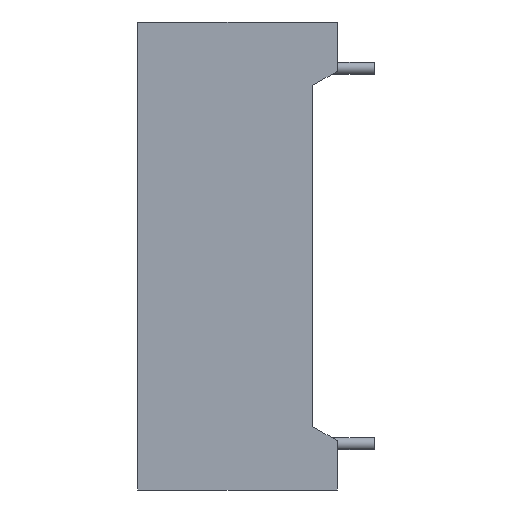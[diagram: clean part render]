
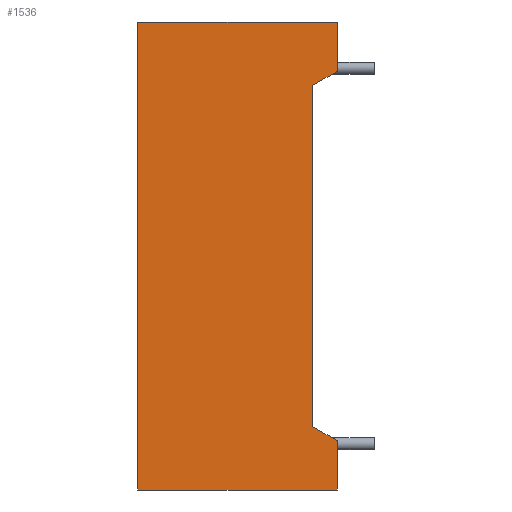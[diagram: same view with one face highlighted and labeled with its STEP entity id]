
A CAD part, left-side view. The second image highlights one B-rep face of the part: STEP entity #1536.
In plain terms, the highlighted planar face has unit normal (-1, 0, 0).
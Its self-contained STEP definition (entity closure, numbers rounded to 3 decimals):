
#28 = DIRECTION ( 'NONE',  ( 1., 0., 0. ) ) ;
#70 = PLANE ( 'NONE',  #799 ) ;
#72 = CARTESIAN_POINT ( 'NONE',  ( -18.8, 8.1, 9.5 ) ) ;
#208 = EDGE_CURVE ( 'NONE', #3176, #6600, #6372, .T. ) ;
#738 = CARTESIAN_POINT ( 'NONE',  ( -18.8, 0., -7.5 ) ) ;
#799 = AXIS2_PLACEMENT_3D ( 'NONE', #1396, #28, #2698 ) ;
#872 = DIRECTION ( 'NONE',  ( 0., 0.866, 0.5 ) ) ;
#1197 = EDGE_CURVE ( 'NONE', #6600, #3912, #3435, .T. ) ;
#1323 = ORIENTED_EDGE ( 'NONE', *, *, #208, .T. ) ;
#1347 = VECTOR ( 'NONE', #6100, 1000. ) ;
#1396 = CARTESIAN_POINT ( 'NONE',  ( -18.8, 8.1, -9.5 ) ) ;
#1446 = CARTESIAN_POINT ( 'NONE',  ( -18.8, 1., 6.923 ) ) ;
#1501 = EDGE_CURVE ( 'NONE', #6658, #3912, #5296, .T. ) ;
#1536 = ADVANCED_FACE ( 'NONE', ( #7359 ), #70, .F. ) ;
#1606 = EDGE_CURVE ( 'NONE', #2443, #3176, #4450, .T. ) ;
#2016 = CARTESIAN_POINT ( 'NONE',  ( -18.8, 0., 9.5 ) ) ;
#2279 = ORIENTED_EDGE ( 'NONE', *, *, #2408, .T. ) ;
#2357 = EDGE_CURVE ( 'NONE', #4398, #5809, #4465, .T. ) ;
#2398 = VECTOR ( 'NONE', #3142, 1000. ) ;
#2408 = EDGE_CURVE ( 'NONE', #5809, #2443, #5395, .T. ) ;
#2443 = VERTEX_POINT ( 'NONE', #5722 ) ;
#2482 = CARTESIAN_POINT ( 'NONE',  ( -18.8, 0., 7.5 ) ) ;
#2520 = ORIENTED_EDGE ( 'NONE', *, *, #1606, .T. ) ;
#2698 = DIRECTION ( 'NONE',  ( 0., 0., -1. ) ) ;
#2745 = CARTESIAN_POINT ( 'NONE',  ( -18.8, 8.1, -9.5 ) ) ;
#3092 = CARTESIAN_POINT ( 'NONE',  ( -18.8, 0., -9.5 ) ) ;
#3142 = DIRECTION ( 'NONE',  ( 0., -0.866, 0.5 ) ) ;
#3166 = CARTESIAN_POINT ( 'NONE',  ( -18.8, 0., 7.5 ) ) ;
#3176 = VERTEX_POINT ( 'NONE', #1446 ) ;
#3217 = VECTOR ( 'NONE', #6070, 1000. ) ;
#3317 = DIRECTION ( 'NONE',  ( 0., 0., 1. ) ) ;
#3327 = DIRECTION ( 'NONE',  ( 0., 0., 1. ) ) ;
#3435 = LINE ( 'NONE', #5332, #1347 ) ;
#3714 = EDGE_LOOP ( 'NONE', ( #2520, #1323, #8253, #4321, #3835, #7456, #7864, #2279 ) ) ;
#3765 = CARTESIAN_POINT ( 'NONE',  ( -18.8, 8.1, -9.5 ) ) ;
#3787 = DIRECTION ( 'NONE',  ( 0., -1., 0. ) ) ;
#3835 = ORIENTED_EDGE ( 'NONE', *, *, #7239, .F. ) ;
#3912 = VERTEX_POINT ( 'NONE', #2016 ) ;
#4266 = VECTOR ( 'NONE', #3787, 1000. ) ;
#4321 = ORIENTED_EDGE ( 'NONE', *, *, #1501, .F. ) ;
#4398 = VERTEX_POINT ( 'NONE', #3092 ) ;
#4450 = LINE ( 'NONE', #5837, #8247 ) ;
#4465 = LINE ( 'NONE', #4590, #5487 ) ;
#4590 = CARTESIAN_POINT ( 'NONE',  ( -18.8, 0., -9.5 ) ) ;
#5194 = VECTOR ( 'NONE', #872, 1000. ) ;
#5263 = EDGE_CURVE ( 'NONE', #6410, #4398, #5297, .T. ) ;
#5296 = LINE ( 'NONE', #72, #4266 ) ;
#5297 = LINE ( 'NONE', #2745, #3217 ) ;
#5332 = CARTESIAN_POINT ( 'NONE',  ( -18.8, 0., -9.5 ) ) ;
#5395 = LINE ( 'NONE', #738, #5194 ) ;
#5487 = VECTOR ( 'NONE', #3317, 1000. ) ;
#5722 = CARTESIAN_POINT ( 'NONE',  ( -18.8, 1., -6.923 ) ) ;
#5794 = CARTESIAN_POINT ( 'NONE',  ( -18.8, 8.1, 9.5 ) ) ;
#5809 = VERTEX_POINT ( 'NONE', #7936 ) ;
#5837 = CARTESIAN_POINT ( 'NONE',  ( -18.8, 1., 6.923 ) ) ;
#6070 = DIRECTION ( 'NONE',  ( 0., -1., 0. ) ) ;
#6100 = DIRECTION ( 'NONE',  ( 0., 0., 1. ) ) ;
#6372 = LINE ( 'NONE', #2482, #2398 ) ;
#6410 = VERTEX_POINT ( 'NONE', #3765 ) ;
#6600 = VERTEX_POINT ( 'NONE', #3166 ) ;
#6658 = VERTEX_POINT ( 'NONE', #5794 ) ;
#7066 = CARTESIAN_POINT ( 'NONE',  ( -18.8, 8.1, -9.5 ) ) ;
#7239 = EDGE_CURVE ( 'NONE', #6410, #6658, #8353, .T. ) ;
#7359 = FACE_OUTER_BOUND ( 'NONE', #3714, .T. ) ;
#7456 = ORIENTED_EDGE ( 'NONE', *, *, #5263, .T. ) ;
#7864 = ORIENTED_EDGE ( 'NONE', *, *, #2357, .T. ) ;
#7936 = CARTESIAN_POINT ( 'NONE',  ( -18.8, 0., -7.5 ) ) ;
#8247 = VECTOR ( 'NONE', #8506, 1000. ) ;
#8253 = ORIENTED_EDGE ( 'NONE', *, *, #1197, .T. ) ;
#8275 = VECTOR ( 'NONE', #3327, 1000. ) ;
#8353 = LINE ( 'NONE', #7066, #8275 ) ;
#8506 = DIRECTION ( 'NONE',  ( 0., 0., 1. ) ) ;
